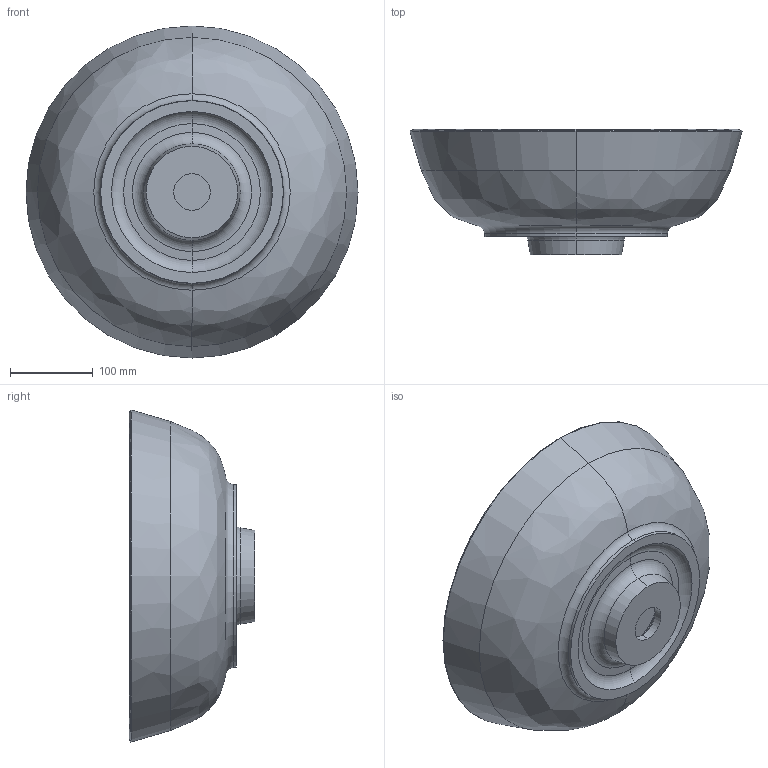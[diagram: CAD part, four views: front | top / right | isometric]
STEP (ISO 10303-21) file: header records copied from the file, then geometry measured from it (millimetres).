
FILE_DESCRIPTION (( 'STEP AP203' ), '1' );
FILE_NAME ('6301170410.STEP', '2020-12-16T22:09:44', ( '' ), ( '' ), 'SwSTEP 2.0', 'SolidWorks 2019', '' );
FILE_SCHEMA (( 'CONFIG_CONTROL_DESIGN' ));
Length unit declared in the file: millimetre
Products named in the file (1): 6301170410
Bounding box: 400.07 x 151.04 x 400.07 mm (x, y, z)
Volume: 2277298.8 mm3; surface area: 435045.2 mm2
Topology: 2 solids, 2 shells, 56 faces, 113 edges, 60 vertices
Faces by surface type: torus 22, cone 18, bspline 10, plane 3, cylinder 2, sphere 1
Entity records: 1645 total; most frequent: CARTESIAN_POINT 425, DIRECTION 274, ORIENTED_EDGE 220, AXIS2_PLACEMENT_3D 127, EDGE_CURVE 110, CIRCLE 80, VERTEX_POINT 58, EDGE_LOOP 58
